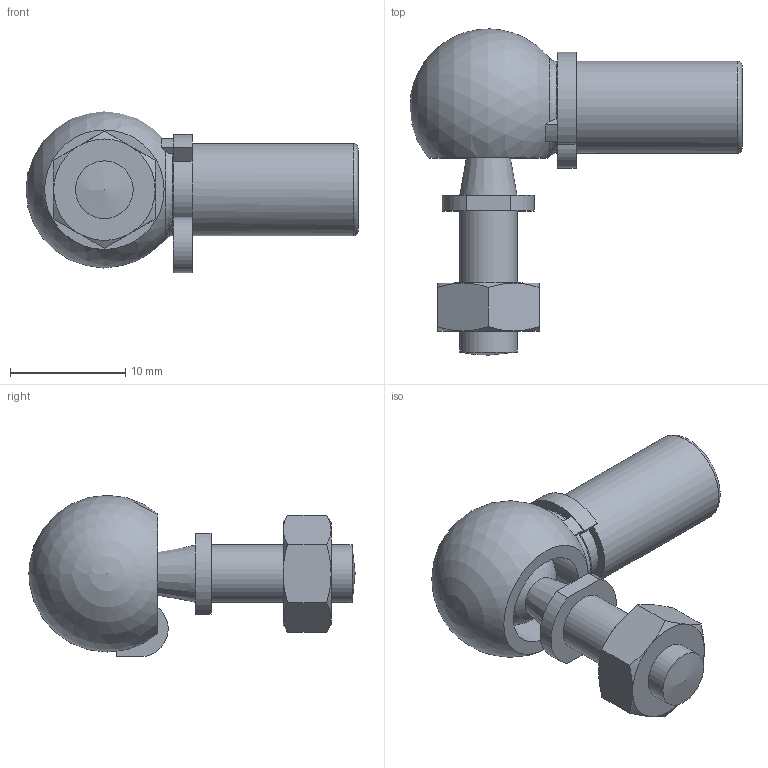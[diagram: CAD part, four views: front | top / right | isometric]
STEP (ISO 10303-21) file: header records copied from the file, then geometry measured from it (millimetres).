
FILE_DESCRIPTION( ( 'STEP AP214' ), '1' );
FILE_NAME( 'K0734.08052_0_CS.stp', '2020-12-09T14:51:10', ( '' ), ( '' ), ' ', 'PARTsolutions', ' ' );
FILE_SCHEMA( ( 'AUTOMOTIVE_DESIGN { 1 0 10303 214 1 1 1 1 }' ) );
Length unit declared in the file: millimetre
Products named in the file (1): _K0734.08052_0_CS
Bounding box: 28.8 x 28.3 x 14 mm (x, y, z)
Volume: 2338.6 mm3; surface area: 1898.1 mm2
Topology: 1 solids, 2 shells, 64 faces, 157 edges, 100 vertices
Faces by surface type: plane 28, cylinder 15, cone 15, sphere 4, torus 2
Full cylindrical faces by diameter (mm): 4.134 x1, 5 x2, 8 x2
Entity records: 2360 total; most frequent: CARTESIAN_POINT 420, DIRECTION 298, ORIENTED_EDGE 270, EDGE_CURVE 135, AXIS2_PLACEMENT_3D 125, VERTEX_POINT 95, EDGE_LOOP 82, FACE_OUTER_BOUND 71
